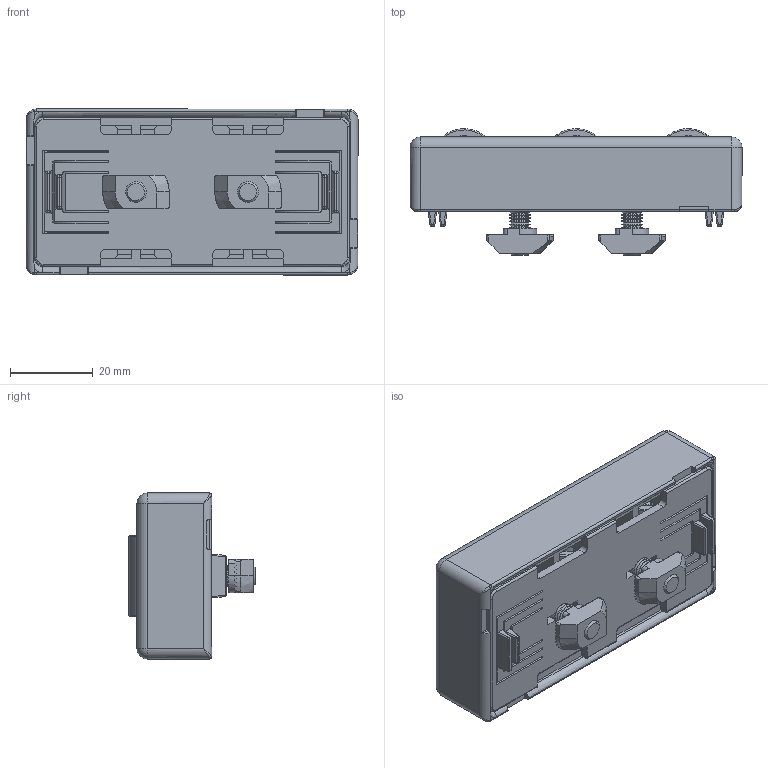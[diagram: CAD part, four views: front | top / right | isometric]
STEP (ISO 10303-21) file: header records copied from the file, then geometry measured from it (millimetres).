
FILE_DESCRIPTION (( 'STEP AP214' ), '1' );
FILE_NAME ('09309302s03.STEP', '2014-08-19T10:24:21', ( '' ), ( '' ), 'SwSTEP 2.0', 'SolidWorks 2014', '' );
FILE_SCHEMA (( 'AUTOMOTIVE_DESIGN' ));
Length unit declared in the file: millimetre
Products named in the file (7): 093093_09309302r02 - ohne Anschlag - leitf„hig; 093093R02_093 093 r02 s02; 09309302s03; 096h08515_096 h08 5 15; 09309302_09309302s01; 4din7984m0525m_DIN 7984 - M5 x 25 --- 22.6S; 093093R01_093093r01s01
Assembly tree (10 placements, depth 3):
  09309302s03
    09309302_09309302s01
      093093R02_093 093 r02 s02
      093093_09309302r02 - ohne Anschlag - leitf„hig
      093093R01_093093r01s01  x3
      4din7984m0525m_DIN 7984 - M5 x 25 --- 22.6S  x2
    096h08515_096 h08 5 15  x2
Bounding box: 80 x 30.49 x 40 mm (x, y, z)
Volume: 37227.1 mm3; surface area: 37326.1 mm2
Topology: 9 solids, 9 shells, 1417 faces, 3877 edges, 2454 vertices
Faces by surface type: plane 512, cylinder 503, cone 248, torus 108, bspline 30, sphere 16
Entity records: 30629 total; most frequent: CARTESIAN_POINT 6922, ORIENTED_EDGE 5010, DIRECTION 4949, EDGE_CURVE 2505, AXIS2_PLACEMENT_3D 1750, VERTEX_POINT 1591, LINE 1449, VECTOR 1449
